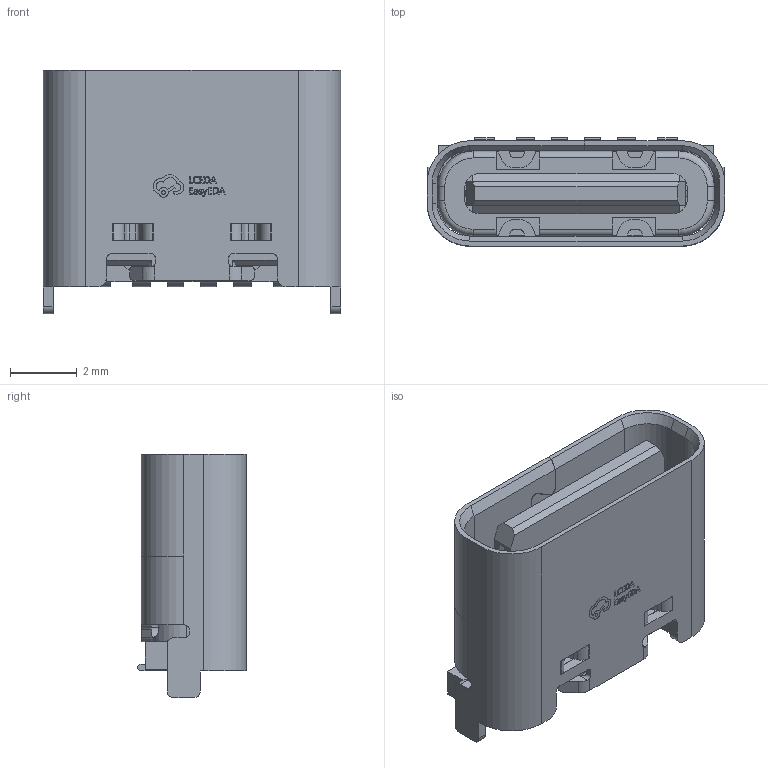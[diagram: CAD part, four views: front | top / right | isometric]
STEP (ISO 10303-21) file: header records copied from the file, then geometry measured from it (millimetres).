
FILE_DESCRIPTION (( 'STEP AP214' ), '1' );
FILE_NAME ('TYPEC-251LS-ARP6L68.STEP', '2025-05-07T03:20:10', ( '' ), ( '' ), 'SwSTEP 2.0', 'SolidWorks 2021', '' );
FILE_SCHEMA (( 'AUTOMOTIVE_DESIGN' ));
Length unit declared in the file: millimetre
Products named in the file (1): TYPEC-251LS-ARP6L68
Bounding box: 8.94 x 3.27 x 7.3 mm (x, y, z)
Volume: 91.8 mm3; surface area: 473.3 mm2
Topology: 2 solids, 4 shells, 929 faces, 2618 edges, 1726 vertices
Faces by surface type: plane 661, bspline 135, cylinder 121, cone 8, torus 4
Entity records: 41724 total; most frequent: CARTESIAN_POINT 8302, ORIENTED_EDGE 5236, DIRECTION 4091, EDGE_CURVE 2618, LINE 2015, VECTOR 2015, VERTEX_POINT 1726, AXIS2_PLACEMENT_3D 1038
